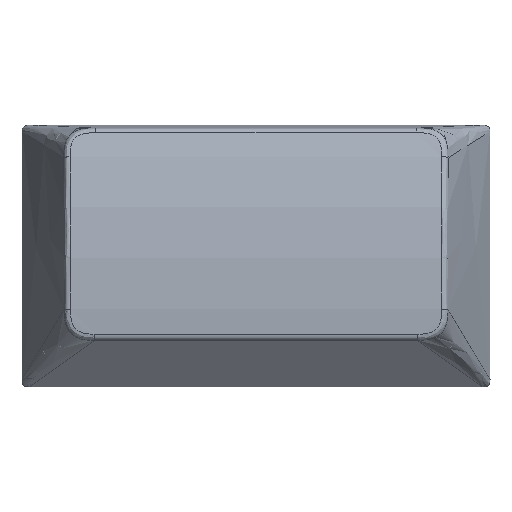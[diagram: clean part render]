
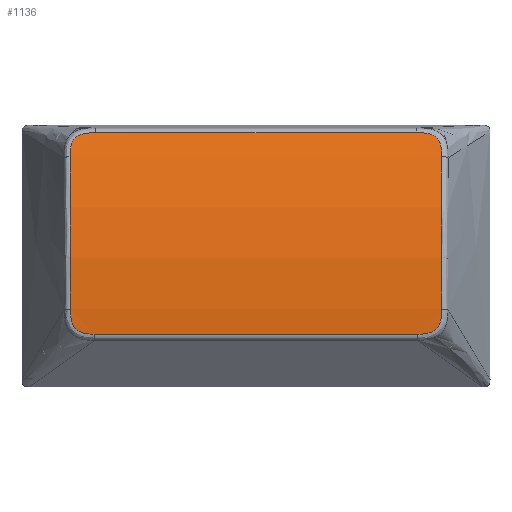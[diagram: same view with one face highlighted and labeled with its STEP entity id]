
A CAD part, top view. The second image highlights one B-rep face of the part: STEP entity #1136.
In plain terms, the highlighted cylindrical face has radius 34.574 mm (diameter 69.149 mm), a partial arc.
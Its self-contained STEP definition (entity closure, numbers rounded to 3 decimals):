
#16=CYLINDRICAL_SURFACE('',#1223,34.574);
#81=FACE_OUTER_BOUND('',#149,.T.);
#149=EDGE_LOOP('',(#829,#830,#831,#832,#833,#834,#835,#836));
#245=LINE('',#1768,#352);
#246=LINE('',#1809,#353);
#352=VECTOR('',#1357,10.);
#353=VECTOR('',#1358,10.);
#429=B_SPLINE_CURVE_WITH_KNOTS('',3,(#1746,#1747,#1748,#1749,#1750),
 .UNSPECIFIED.,.F.,.F.,(4,1,4),(-0.184,4.955,10.402),
 .UNSPECIFIED.);
#430=B_SPLINE_CURVE_WITH_KNOTS('',3,(#1752,#1753,#1754,#1755,#1756,#1757,
#1758,#1759,#1760,#1761,#1762,#1763,#1764,#1765,#1766),.UNSPECIFIED.,.F.,
 .F.,(4,1,1,1,1,1,1,1,1,1,1,1,4),(0.17,0.587,0.96,1.29,
1.44,1.591,1.738,1.886,2.205,2.386,
2.567,2.77,2.974),.UNSPECIFIED.);
#431=B_SPLINE_CURVE_WITH_KNOTS('',3,(#1770,#1771,#1772,#1773,#1774,#1775,
#1776,#1777,#1778,#1779,#1780,#1781,#1782,#1783,#1784),.UNSPECIFIED.,.F.,
 .F.,(4,1,1,1,1,1,1,1,1,1,1,1,4),(0.153,0.56,0.922,1.241,
1.389,1.536,1.686,1.836,2.166,2.353,2.539,
2.748,2.957),.UNSPECIFIED.);
#432=B_SPLINE_CURVE_WITH_KNOTS('',3,(#1786,#1787,#1788,#1789,#1790),
 .UNSPECIFIED.,.F.,.F.,(4,1,4),(-0.17,5.277,10.416),
 .UNSPECIFIED.);
#433=B_SPLINE_CURVE_WITH_KNOTS('',3,(#1792,#1793,#1794,#1795,#1796,#1797,
#1798,#1799,#1800,#1801,#1802,#1803,#1804,#1805,#1806,#1807),
 .UNSPECIFIED.,.F.,.F.,(4,1,1,1,1,1,1,1,1,1,1,1,1,4),(0.184,0.614,
0.996,1.163,1.329,1.479,1.629,1.78,
1.931,2.1,2.269,2.664,2.891,3.118),
 .UNSPECIFIED.);
#434=B_SPLINE_CURVE_WITH_KNOTS('',3,(#1810,#1811,#1812,#1813,#1814,#1815,
#1816,#1817,#1818,#1819,#1820,#1821,#1822,#1823,#1824,#1825),
 .UNSPECIFIED.,.F.,.F.,(4,1,1,1,1,1,1,1,1,1,1,1,1,4),(0.221,0.675,
1.07,1.239,1.409,1.559,1.71,1.86,
2.01,2.177,2.344,2.725,2.941,3.156),
 .UNSPECIFIED.);
#515=VERTEX_POINT('',#1744);
#516=VERTEX_POINT('',#1745);
#517=VERTEX_POINT('',#1751);
#518=VERTEX_POINT('',#1767);
#519=VERTEX_POINT('',#1769);
#520=VERTEX_POINT('',#1785);
#521=VERTEX_POINT('',#1791);
#522=VERTEX_POINT('',#1808);
#636=EDGE_CURVE('',#515,#516,#429,.T.);
#637=EDGE_CURVE('',#516,#517,#430,.T.);
#638=EDGE_CURVE('',#517,#518,#245,.T.);
#639=EDGE_CURVE('',#518,#519,#431,.T.);
#640=EDGE_CURVE('',#519,#520,#432,.T.);
#641=EDGE_CURVE('',#520,#521,#433,.T.);
#642=EDGE_CURVE('',#521,#522,#246,.T.);
#643=EDGE_CURVE('',#522,#515,#434,.T.);
#829=ORIENTED_EDGE('',*,*,#636,.T.);
#830=ORIENTED_EDGE('',*,*,#637,.T.);
#831=ORIENTED_EDGE('',*,*,#638,.T.);
#832=ORIENTED_EDGE('',*,*,#639,.T.);
#833=ORIENTED_EDGE('',*,*,#640,.T.);
#834=ORIENTED_EDGE('',*,*,#641,.T.);
#835=ORIENTED_EDGE('',*,*,#642,.T.);
#836=ORIENTED_EDGE('',*,*,#643,.T.);
#1136=ADVANCED_FACE('',(#81),#16,.T.);
#1223=AXIS2_PLACEMENT_3D('',#1743,#1355,#1356);
#1355=DIRECTION('center_axis',(-1.,0.,0.));
#1356=DIRECTION('ref_axis',(0.,-0.058,0.998));
#1357=DIRECTION('',(1.,0.,0.));
#1358=DIRECTION('',(-1.,0.,0.));
#1743=CARTESIAN_POINT('Origin',(-94.669,24.966,-25.656));
#1744=CARTESIAN_POINT('',(-107.524,35.575,7.25));
#1745=CARTESIAN_POINT('',(-107.515,25.021,8.918));
#1746=CARTESIAN_POINT('Ctrl Pts',(-107.524,35.575,7.25));
#1747=CARTESIAN_POINT('Ctrl Pts',(-107.52,33.921,7.783));
#1748=CARTESIAN_POINT('Ctrl Pts',(-107.515,30.435,8.624));
#1749=CARTESIAN_POINT('Ctrl Pts',(-107.514,26.86,8.915));
#1750=CARTESIAN_POINT('Ctrl Pts',(-107.515,25.021,8.918));
#1751=CARTESIAN_POINT('',(-105.865,23.29,8.877));
#1752=CARTESIAN_POINT('Ctrl Pts',(-107.515,25.021,8.918));
#1753=CARTESIAN_POINT('Ctrl Pts',(-107.515,24.88,8.918));
#1754=CARTESIAN_POINT('Ctrl Pts',(-107.511,24.613,8.917));
#1755=CARTESIAN_POINT('Ctrl Pts',(-107.459,24.237,8.911));
#1756=CARTESIAN_POINT('Ctrl Pts',(-107.363,23.965,8.904));
#1757=CARTESIAN_POINT('Ctrl Pts',(-107.253,23.783,8.898));
#1758=CARTESIAN_POINT('Ctrl Pts',(-107.157,23.667,8.894));
#1759=CARTESIAN_POINT('Ctrl Pts',(-107.046,23.566,8.89));
#1760=CARTESIAN_POINT('Ctrl Pts',(-106.876,23.451,8.885));
#1761=CARTESIAN_POINT('Ctrl Pts',(-106.674,23.371,8.881));
#1762=CARTESIAN_POINT('Ctrl Pts',(-106.452,23.323,8.879));
#1763=CARTESIAN_POINT('Ctrl Pts',(-106.265,23.301,8.878));
#1764=CARTESIAN_POINT('Ctrl Pts',(-106.069,23.291,8.877));
#1765=CARTESIAN_POINT('Ctrl Pts',(-105.933,23.29,8.877));
#1766=CARTESIAN_POINT('Ctrl Pts',(-105.865,23.29,8.877));
#1767=CARTESIAN_POINT('',(-83.473,23.29,8.877));
#1768=CARTESIAN_POINT('',(-105.865,23.29,8.877));
#1769=CARTESIAN_POINT('',(-81.823,25.021,8.918));
#1770=CARTESIAN_POINT('Ctrl Pts',(-83.473,23.29,8.877));
#1771=CARTESIAN_POINT('Ctrl Pts',(-83.337,23.29,8.877));
#1772=CARTESIAN_POINT('Ctrl Pts',(-83.081,23.294,8.877));
#1773=CARTESIAN_POINT('Ctrl Pts',(-82.721,23.348,8.88));
#1774=CARTESIAN_POINT('Ctrl Pts',(-82.462,23.451,8.885));
#1775=CARTESIAN_POINT('Ctrl Pts',(-82.292,23.566,8.89));
#1776=CARTESIAN_POINT('Ctrl Pts',(-82.181,23.667,8.894));
#1777=CARTESIAN_POINT('Ctrl Pts',(-82.085,23.783,8.898));
#1778=CARTESIAN_POINT('Ctrl Pts',(-81.975,23.965,8.904));
#1779=CARTESIAN_POINT('Ctrl Pts',(-81.9,24.177,8.909));
#1780=CARTESIAN_POINT('Ctrl Pts',(-81.855,24.41,8.914));
#1781=CARTESIAN_POINT('Ctrl Pts',(-81.833,24.605,8.916));
#1782=CARTESIAN_POINT('Ctrl Pts',(-81.824,24.809,8.918));
#1783=CARTESIAN_POINT('Ctrl Pts',(-81.823,24.95,8.918));
#1784=CARTESIAN_POINT('Ctrl Pts',(-81.823,25.021,8.918));
#1785=CARTESIAN_POINT('',(-81.814,35.575,7.25));
#1786=CARTESIAN_POINT('Ctrl Pts',(-81.823,25.021,8.918));
#1787=CARTESIAN_POINT('Ctrl Pts',(-81.824,26.86,8.915));
#1788=CARTESIAN_POINT('Ctrl Pts',(-81.823,30.435,8.624));
#1789=CARTESIAN_POINT('Ctrl Pts',(-81.818,33.921,7.783));
#1790=CARTESIAN_POINT('Ctrl Pts',(-81.814,35.575,7.25));
#1791=CARTESIAN_POINT('',(-83.566,37.243,6.665));
#1792=CARTESIAN_POINT('Ctrl Pts',(-81.814,35.575,7.25));
#1793=CARTESIAN_POINT('Ctrl Pts',(-81.814,35.713,7.206));
#1794=CARTESIAN_POINT('Ctrl Pts',(-81.817,35.974,7.12));
#1795=CARTESIAN_POINT('Ctrl Pts',(-81.86,36.284,7.013));
#1796=CARTESIAN_POINT('Ctrl Pts',(-81.929,36.502,6.937));
#1797=CARTESIAN_POINT('Ctrl Pts',(-81.994,36.643,6.886));
#1798=CARTESIAN_POINT('Ctrl Pts',(-82.075,36.769,6.841));
#1799=CARTESIAN_POINT('Ctrl Pts',(-82.172,36.88,6.8));
#1800=CARTESIAN_POINT('Ctrl Pts',(-82.285,36.975,6.765));
#1801=CARTESIAN_POINT('Ctrl Pts',(-82.416,37.057,6.735));
#1802=CARTESIAN_POINT('Ctrl Pts',(-82.563,37.123,6.71));
#1803=CARTESIAN_POINT('Ctrl Pts',(-82.795,37.193,6.684));
#1804=CARTESIAN_POINT('Ctrl Pts',(-83.056,37.229,6.67));
#1805=CARTESIAN_POINT('Ctrl Pts',(-83.339,37.242,6.665));
#1806=CARTESIAN_POINT('Ctrl Pts',(-83.49,37.243,6.665));
#1807=CARTESIAN_POINT('Ctrl Pts',(-83.566,37.243,6.665));
#1808=CARTESIAN_POINT('',(-105.772,37.243,6.665));
#1809=CARTESIAN_POINT('',(-83.566,37.243,6.665));
#1810=CARTESIAN_POINT('Ctrl Pts',(-105.772,37.243,6.665));
#1811=CARTESIAN_POINT('Ctrl Pts',(-105.924,37.243,6.665));
#1812=CARTESIAN_POINT('Ctrl Pts',(-106.207,37.239,6.666));
#1813=CARTESIAN_POINT('Ctrl Pts',(-106.543,37.193,6.684));
#1814=CARTESIAN_POINT('Ctrl Pts',(-106.775,37.123,6.71));
#1815=CARTESIAN_POINT('Ctrl Pts',(-106.922,37.057,6.735));
#1816=CARTESIAN_POINT('Ctrl Pts',(-107.053,36.975,6.765));
#1817=CARTESIAN_POINT('Ctrl Pts',(-107.166,36.88,6.8));
#1818=CARTESIAN_POINT('Ctrl Pts',(-107.263,36.769,6.841));
#1819=CARTESIAN_POINT('Ctrl Pts',(-107.344,36.643,6.886));
#1820=CARTESIAN_POINT('Ctrl Pts',(-107.409,36.502,6.937));
#1821=CARTESIAN_POINT('Ctrl Pts',(-107.478,36.284,7.013));
#1822=CARTESIAN_POINT('Ctrl Pts',(-107.512,36.042,7.096));
#1823=CARTESIAN_POINT('Ctrl Pts',(-107.523,35.782,7.183));
#1824=CARTESIAN_POINT('Ctrl Pts',(-107.524,35.644,7.228));
#1825=CARTESIAN_POINT('Ctrl Pts',(-107.524,35.575,7.25));
